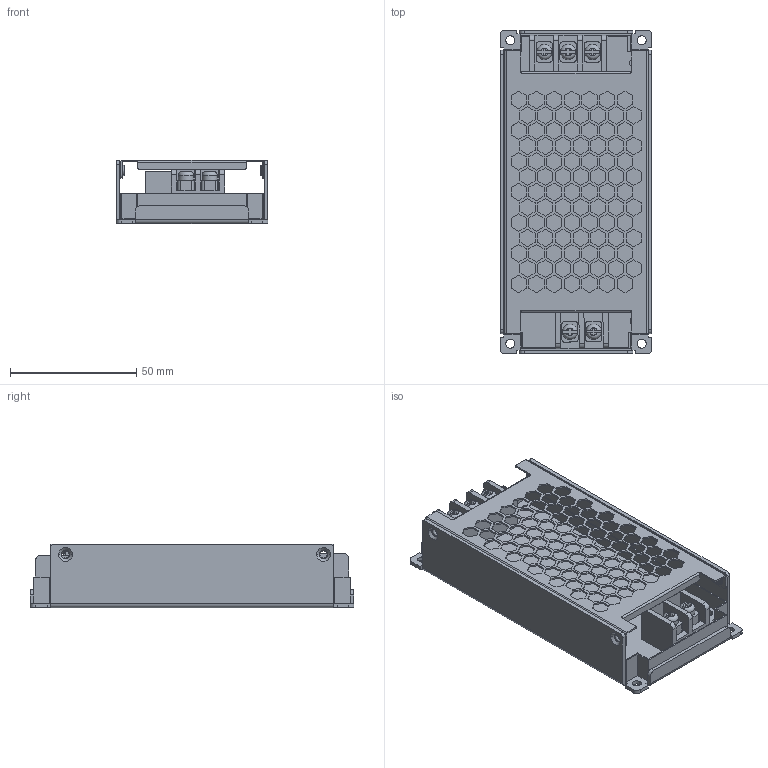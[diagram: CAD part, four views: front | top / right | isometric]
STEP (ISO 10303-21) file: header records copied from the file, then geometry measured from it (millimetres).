
FILE_DESCRIPTION(('Creo Elements/Direct Modeling STEP Export'),'2;1');
FILE_NAME('RSD60.stp','2017-03-07T14:15:05',(''),(''),'PTC Creo Elements/Direct Modeling STEP processor for AP214 (Solid Model)','PTC Creo Elements/Direct Modeling 19.0 09-May-2014 (C) Parametric Technology GmbH','');
FILE_SCHEMA(('AUTOMOTIVE_DESIGN { 1 0 10303 214 1 1 1 1 }'));
Length unit declared in the file: millimetre
Products named in the file (16): 1XX3HSP-300_GAI2015_07_21__ST_1.ASM; P2_13_PRT_1_5.PRT.1; P2_13_PRT_1_5.PRT; M3-7L_1_2_2_PRT_1_4.PRT; A2_ASM_4_ASM_1_ASM_2.ASM; PCB_8_PRT_1_2.PRT; TTZ_2_PRT_1_2.PRT; BASE_ASM_1_ASM_1_ASM_1.ASM; LSZ_2_2_PRT_1_2.PRT; LSZ_1_2_PRT_1_2.PRT; 1EE4NEL-400-2P_ASM_1_ASM_1_ASM_.ASM.6; A1_ASM_3_ASM_1_ASM_2.ASM; RSD-60_ASM_13_ASM_1_ASM_1.ASM; RSD-60_ASM_STP_1_ASM_1.ASM; ASM0001_ASM_13.ASM; RSD-60
Assembly tree (19 placements, depth 7):
  RSD-60
    ASM0001_ASM_13.ASM
      RSD-60_ASM_STP_1_ASM_1.ASM
        RSD-60_ASM_13_ASM_1_ASM_1.ASM
          A1_ASM_3_ASM_1_ASM_2.ASM
            1EE4NEL-400-2P_ASM_1_ASM_1_ASM_.ASM.6  x2
              LSZ_1_2_PRT_1_2.PRT
              LSZ_2_2_PRT_1_2.PRT
            BASE_ASM_1_ASM_1_ASM_1.ASM
              TTZ_2_PRT_1_2.PRT
            PCB_8_PRT_1_2.PRT
          A2_ASM_4_ASM_1_ASM_2.ASM
            M3-7L_1_2_2_PRT_1_4.PRT  x4
            P2_13_PRT_1_5.PRT
            P2_13_PRT_1_5.PRT.1
          1XX3HSP-300_GAI2015_07_21__ST_1.ASM
Bounding box: 60 x 128 x 25 mm (x, y, z)
Volume: 47221.5 mm3; surface area: 61836.2 mm2
Topology: 7 solids, 7 shells, 1040 faces, 2913 edges, 1918 vertices
Faces by surface type: plane 843, cylinder 163, torus 26, cone 8
Entity records: 33187 total; most frequent: CARTESIAN_POINT 5931, ORIENTED_EDGE 5718, DIRECTION 5063, EDGE_CURVE 2859, VECTOR 2435, LINE 2435, VERTEX_POINT 1882, AXIS2_PLACEMENT_3D 1314
